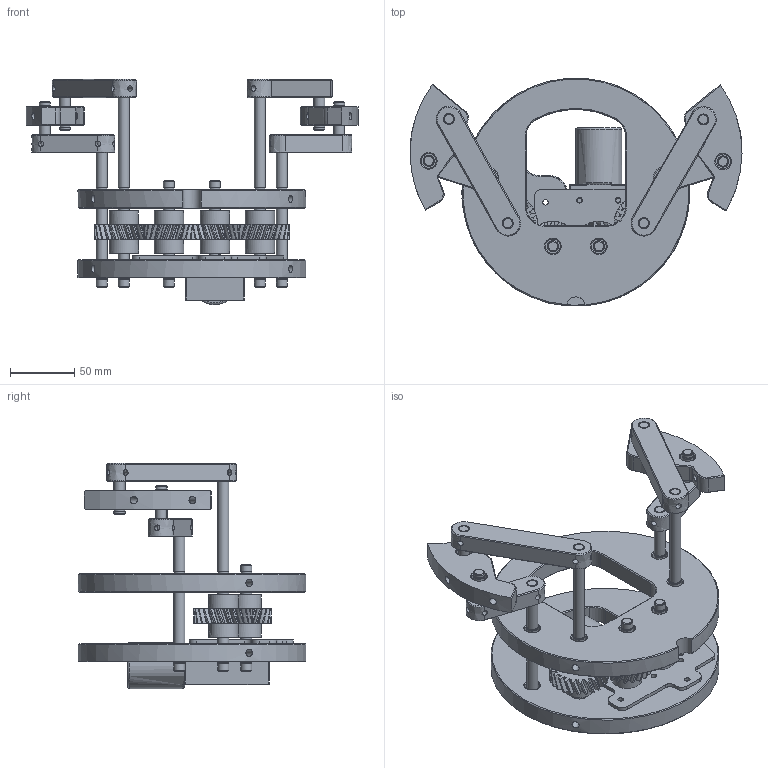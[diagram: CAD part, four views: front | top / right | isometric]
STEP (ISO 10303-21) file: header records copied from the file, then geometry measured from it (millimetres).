
FILE_DESCRIPTION(('FreeCAD Model'),'2;1');
FILE_NAME('Open CASCADE Shape Model','2025-04-27T14:05:08',('FreeCAD'),( 'FreeCAD'),'Open CASCADE STEP processor 7.6','FreeCAD','Unknown');
FILE_SCHEMA(('AUTOMOTIVE_DESIGN { 1 0 10303 214 1 1 1 1 }'));
Products named in the file (1): Open CASCADE STEP translator 7.6 1
Bounding box: 258.92 x 177.62 x 175.67 mm (x, y, z)
Volume: 938854.4 mm3; surface area: 238575.6 mm2
Topology: 25 solids, 25 shells, 1230 faces, 3301 edges, 2167 vertices
Faces by surface type: bspline 1230
Entity records: 139132 total; most frequent: CARTESIAN_POINT 119703, ORIENTED_EDGE 6602, EDGE_CURVE 3301, B_SPLINE_CURVE_WITH_KNOTS 2409, VERTEX_POINT 2167, FACE_BOUND 1424, EDGE_LOOP 1424, ADVANCED_FACE 1230
